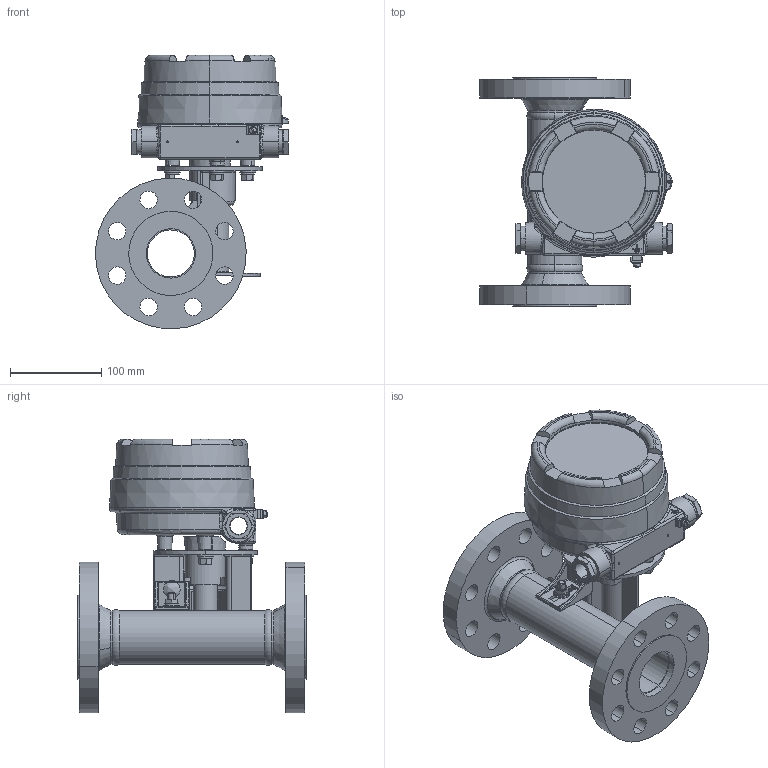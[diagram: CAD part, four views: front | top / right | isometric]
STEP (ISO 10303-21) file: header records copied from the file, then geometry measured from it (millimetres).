
FILE_DESCRIPTION (( 'STEP AP203' ), '1' );
FILE_NAME ('3809G-A-12-G-6-D-3-0.STEP', '2019-08-12T12:50:58', ( '' ), ( '' ), 'SwSTEP 2.0', 'SolidWorks 2019', '' );
FILE_SCHEMA (( 'CONFIG_CONTROL_DESIGN' ));
Length unit declared in the file: inch
Products named in the file (2): 3809G-A-12-G-6-D-3-0
Bounding box: 211.28 x 249.94 x 299.51 mm (x, y, z)
Surface area: 360729.8 mm2 (no closed solid volume)
Topology: 0 solids, 50 shells, 659 faces, 1833 edges, 1187 vertices
Faces by surface type: plane 208, cylinder 200, bspline 104, cone 77, torus 48, sphere 22
Entity records: 27558 total; most frequent: CARTESIAN_POINT 11439, DIRECTION 3277, ORIENTED_EDGE 3178, EDGE_CURVE 1815, AXIS2_PLACEMENT_3D 1334, VERTEX_POINT 1187, CIRCLE 777, EDGE_LOOP 755
